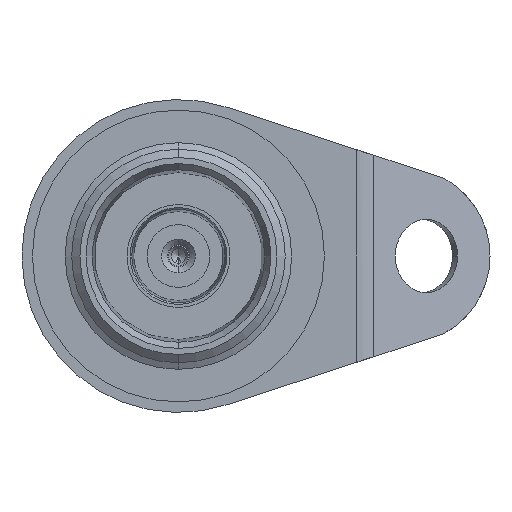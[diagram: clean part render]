
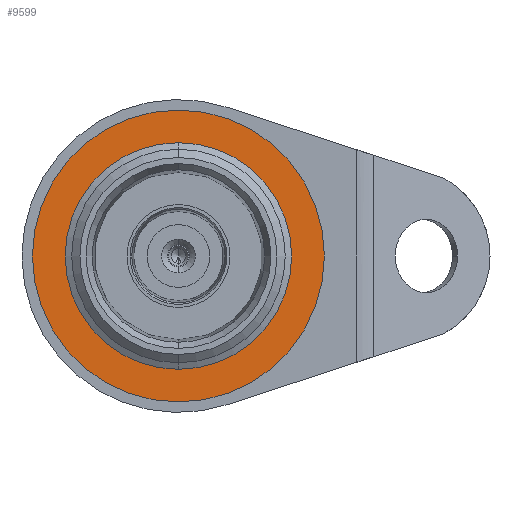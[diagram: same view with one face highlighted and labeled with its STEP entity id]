
A CAD part, left-side view. The second image highlights one B-rep face of the part: STEP entity #9599.
In plain terms, the highlighted planar face has unit normal (-1, 0, 0).
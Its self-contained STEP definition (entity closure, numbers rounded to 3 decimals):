
#474 = AXIS2_PLACEMENT_3D ( 'NONE', #2594, #8768, #3382 ) ;
#936 = FACE_BOUND ( 'NONE', #2694, .T. ) ;
#1236 = EDGE_CURVE ( 'NONE', #9172, #1794, #2695, .T. ) ;
#1299 = ORIENTED_EDGE ( 'NONE', *, *, #7888, .T. ) ;
#1353 = AXIS2_PLACEMENT_3D ( 'NONE', #4062, #4764, #7122 ) ;
#1672 = VERTEX_POINT ( 'NONE', #2075 ) ;
#1794 = VERTEX_POINT ( 'NONE', #5187 ) ;
#1816 = DIRECTION ( 'NONE',  ( -1., 0., 0. ) ) ;
#1935 = FACE_OUTER_BOUND ( 'NONE', #5971, .T. ) ;
#1968 = CARTESIAN_POINT ( 'NONE',  ( 4.064, 0., 10.31 ) ) ;
#2075 = CARTESIAN_POINT ( 'NONE',  ( 4.064, 0., 19.878 ) ) ;
#2086 = DIRECTION ( 'NONE',  ( -1., 0., 0. ) ) ;
#2506 = PLANE ( 'NONE',  #8769 ) ;
#2554 = EDGE_CURVE ( 'NONE', #1672, #4078, #3678, .T. ) ;
#2594 = CARTESIAN_POINT ( 'NONE',  ( 4.064, 0., 15.094 ) ) ;
#2694 = EDGE_LOOP ( 'NONE', ( #8233, #8739 ) ) ;
#2695 = CIRCLE ( 'NONE', #5427, 7.091 ) ;
#3360 = DIRECTION ( 'NONE',  ( 0., 0., 1. ) ) ;
#3382 = DIRECTION ( 'NONE',  ( 0., 0., 1. ) ) ;
#3678 = CIRCLE ( 'NONE', #474, 4.784 ) ;
#4005 = DIRECTION ( 'NONE',  ( 0., 0., -1. ) ) ;
#4062 = CARTESIAN_POINT ( 'NONE',  ( 4.064, 0., 15.094 ) ) ;
#4078 = VERTEX_POINT ( 'NONE', #1968 ) ;
#4764 = DIRECTION ( 'NONE',  ( -1., 0., 0. ) ) ;
#5187 = CARTESIAN_POINT ( 'NONE',  ( 4.064, 0., 8.003 ) ) ;
#5189 = CIRCLE ( 'NONE', #1353, 7.091 ) ;
#5427 = AXIS2_PLACEMENT_3D ( 'NONE', #6646, #2086, #5843 ) ;
#5843 = DIRECTION ( 'NONE',  ( 0., 0., 1. ) ) ;
#5971 = EDGE_LOOP ( 'NONE', ( #9700, #1299 ) ) ;
#6466 = CARTESIAN_POINT ( 'NONE',  ( 4.064, 0., 22.185 ) ) ;
#6646 = CARTESIAN_POINT ( 'NONE',  ( 4.064, 0., 15.094 ) ) ;
#7122 = DIRECTION ( 'NONE',  ( 0., 0., 1. ) ) ;
#7158 = CARTESIAN_POINT ( 'NONE',  ( 4.064, 0., 0. ) ) ;
#7281 = CARTESIAN_POINT ( 'NONE',  ( 4.064, 0., 15.094 ) ) ;
#7395 = EDGE_CURVE ( 'NONE', #4078, #1672, #9693, .T. ) ;
#7814 = DIRECTION ( 'NONE',  ( 1., 0., 0. ) ) ;
#7888 = EDGE_CURVE ( 'NONE', #1794, #9172, #5189, .T. ) ;
#8233 = ORIENTED_EDGE ( 'NONE', *, *, #2554, .F. ) ;
#8249 = AXIS2_PLACEMENT_3D ( 'NONE', #7281, #1816, #3360 ) ;
#8739 = ORIENTED_EDGE ( 'NONE', *, *, #7395, .F. ) ;
#8768 = DIRECTION ( 'NONE',  ( -1., 0., 0. ) ) ;
#8769 = AXIS2_PLACEMENT_3D ( 'NONE', #7158, #7814, #4005 ) ;
#9172 = VERTEX_POINT ( 'NONE', #6466 ) ;
#9599 = ADVANCED_FACE ( 'NONE', ( #936, #1935 ), #2506, .F. ) ;
#9693 = CIRCLE ( 'NONE', #8249, 4.784 ) ;
#9700 = ORIENTED_EDGE ( 'NONE', *, *, #1236, .T. ) ;
